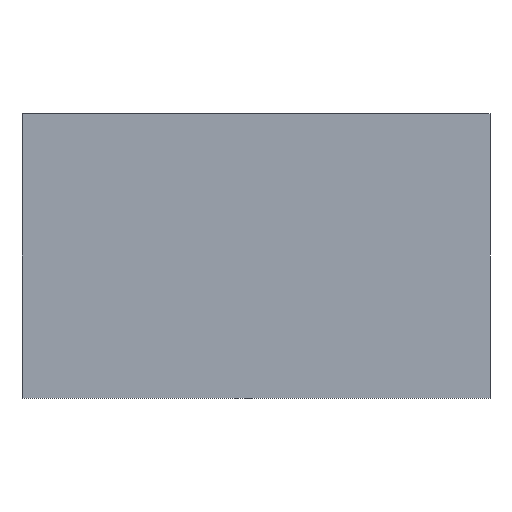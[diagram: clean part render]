
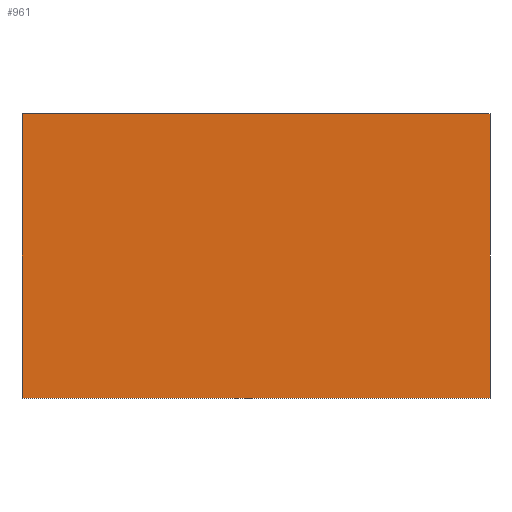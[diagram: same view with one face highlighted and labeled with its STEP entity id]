
A CAD part, front view. The second image highlights one B-rep face of the part: STEP entity #961.
In plain terms, the highlighted planar face has unit normal (0, -1, 0).
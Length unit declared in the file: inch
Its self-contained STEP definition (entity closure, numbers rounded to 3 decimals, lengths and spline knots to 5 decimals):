
#88 = PLANE ( 'NONE',  #8864 ) ;
#205 = CARTESIAN_POINT ( 'NONE',  ( 5.75, 0., 3.49409 ) ) ;
#424 = CARTESIAN_POINT ( 'NONE',  ( 5.75, 0., -3.49409 ) ) ;
#785 = LINE ( 'NONE', #3685, #870 ) ;
#851 = VERTEX_POINT ( 'NONE', #4545 ) ;
#870 = VECTOR ( 'NONE', #2310, 39.37008 ) ;
#961 = ADVANCED_FACE ( 'NONE', ( #6797 ), #88, .F. ) ;
#2061 = VECTOR ( 'NONE', #5481, 39.37008 ) ;
#2310 = DIRECTION ( 'NONE',  ( 0., 0., 1. ) ) ;
#2549 = CARTESIAN_POINT ( 'NONE',  ( -5.75, 0., -3.49409 ) ) ;
#3082 = CARTESIAN_POINT ( 'NONE',  ( 0., 0., 0. ) ) ;
#3289 = LINE ( 'NONE', #5528, #7954 ) ;
#3421 = DIRECTION ( 'NONE',  ( 0., 0., -1. ) ) ;
#3450 = VERTEX_POINT ( 'NONE', #424 ) ;
#3499 = EDGE_CURVE ( 'NONE', #5973, #851, #785, .T. ) ;
#3685 = CARTESIAN_POINT ( 'NONE',  ( -5.75, 0., -3.49409 ) ) ;
#3748 = ORIENTED_EDGE ( 'NONE', *, *, #4164, .F. ) ;
#4164 = EDGE_CURVE ( 'NONE', #6515, #3450, #3289, .T. ) ;
#4391 = CARTESIAN_POINT ( 'NONE',  ( -5.75, 0., 3.49409 ) ) ;
#4418 = EDGE_CURVE ( 'NONE', #851, #6515, #6683, .T. ) ;
#4545 = CARTESIAN_POINT ( 'NONE',  ( -5.75, 0., 3.49409 ) ) ;
#4591 = DIRECTION ( 'NONE',  ( 0., 0., 1. ) ) ;
#5343 = ORIENTED_EDGE ( 'NONE', *, *, #7148, .F. ) ;
#5481 = DIRECTION ( 'NONE',  ( -1., 0., 0. ) ) ;
#5528 = CARTESIAN_POINT ( 'NONE',  ( 5.75, 0., -3.49409 ) ) ;
#5811 = EDGE_LOOP ( 'NONE', ( #3748, #6180, #7706, #5343 ) ) ;
#5973 = VERTEX_POINT ( 'NONE', #8854 ) ;
#6057 = DIRECTION ( 'NONE',  ( 0., 1., 0. ) ) ;
#6180 = ORIENTED_EDGE ( 'NONE', *, *, #4418, .F. ) ;
#6248 = VECTOR ( 'NONE', #7370, 39.37008 ) ;
#6515 = VERTEX_POINT ( 'NONE', #205 ) ;
#6683 = LINE ( 'NONE', #4391, #6248 ) ;
#6797 = FACE_OUTER_BOUND ( 'NONE', #5811, .T. ) ;
#7148 = EDGE_CURVE ( 'NONE', #3450, #5973, #7769, .T. ) ;
#7370 = DIRECTION ( 'NONE',  ( 1., 0., 0. ) ) ;
#7706 = ORIENTED_EDGE ( 'NONE', *, *, #3499, .F. ) ;
#7769 = LINE ( 'NONE', #2549, #2061 ) ;
#7954 = VECTOR ( 'NONE', #3421, 39.37008 ) ;
#8854 = CARTESIAN_POINT ( 'NONE',  ( -5.75, 0., -3.49409 ) ) ;
#8864 = AXIS2_PLACEMENT_3D ( 'NONE', #3082, #6057, #4591 ) ;
